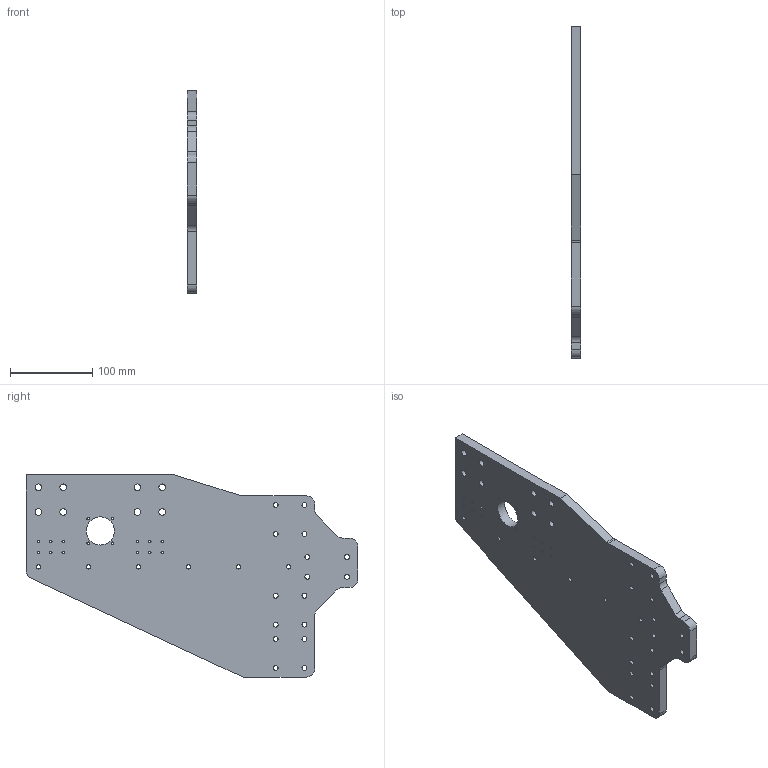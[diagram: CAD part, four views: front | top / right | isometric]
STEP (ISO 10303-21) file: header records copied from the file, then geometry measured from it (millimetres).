
FILE_DESCRIPTION(('FreeCAD Model'),'2;1');
FILE_NAME('piece2.step', '2019-06-26T12:11:34',('Author'),(''), 'Open CASCADE STEP processor 7.3','FreeCAD','Unknown');
FILE_SCHEMA(('AUTOMOTIVE_DESIGN { 1 0 10303 214 1 1 1 1 }'));
Length unit declared in the file: millimetre
Products named in the file (1): Fillet
Bounding box: 12 x 402.3 x 245.16 mm (x, y, z)
Volume: 819488.8 mm3; surface area: 160333.4 mm2
Topology: 1 solids, 1 shells, 73 faces, 213 edges, 142 vertices
Faces by surface type: cylinder 58, plane 15
Full cylindrical faces by diameter (mm): 3 x16, 5.1 x6, 6 x16, 8 x8, 34.2 x1
Entity records: 5767 total; most frequent: CARTESIAN_POINT 1467, DIRECTION 801, ORIENTED_EDGE 426, PCURVE 426, DEFINITIONAL_REPRESENTATION 426, LINE 407, VECTOR 407, EDGE_CURVE 213
